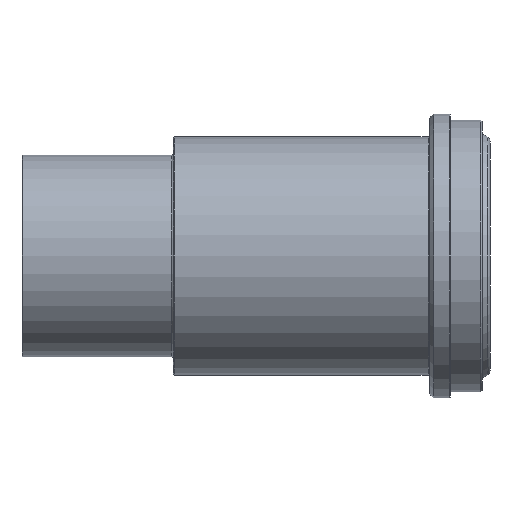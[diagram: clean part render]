
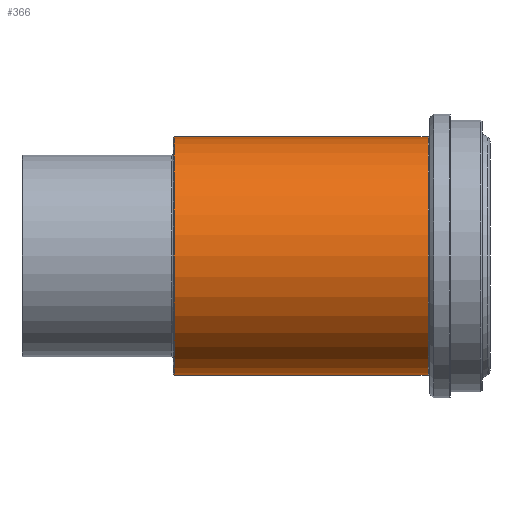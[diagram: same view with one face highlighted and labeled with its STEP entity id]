
A CAD part, front view. The second image highlights one B-rep face of the part: STEP entity #366.
In plain terms, the highlighted cylindrical face has radius 15 mm (diameter 30 mm), a full revolution.
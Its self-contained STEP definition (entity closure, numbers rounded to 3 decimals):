
#50=FACE_OUTER_BOUND('',#77,.T.);
#77=EDGE_LOOP('',(#291,#292,#293,#294,#295));
#101=LINE('',#661,#116);
#116=VECTOR('',#534,15.);
#140=CIRCLE('',#430,15.);
#141=CIRCLE('',#432,15.);
#142=CIRCLE('',#433,15.);
#175=VERTEX_POINT('',#654);
#176=VERTEX_POINT('',#658);
#177=VERTEX_POINT('',#659);
#215=EDGE_CURVE('',#175,#175,#140,.T.);
#217=EDGE_CURVE('',#176,#177,#141,.T.);
#218=EDGE_CURVE('',#176,#175,#101,.T.);
#219=EDGE_CURVE('',#177,#176,#142,.T.);
#291=ORIENTED_EDGE('',*,*,#217,.F.);
#292=ORIENTED_EDGE('',*,*,#218,.T.);
#293=ORIENTED_EDGE('',*,*,#215,.T.);
#294=ORIENTED_EDGE('',*,*,#218,.F.);
#295=ORIENTED_EDGE('',*,*,#219,.F.);
#352=CYLINDRICAL_SURFACE('',#431,15.);
#366=ADVANCED_FACE('',(#50),#352,.T.);
#430=AXIS2_PLACEMENT_3D('',#655,#527,#528);
#431=AXIS2_PLACEMENT_3D('',#657,#530,#531);
#432=AXIS2_PLACEMENT_3D('',#660,#532,#533);
#433=AXIS2_PLACEMENT_3D('',#662,#535,#536);
#527=DIRECTION('center_axis',(1.,0.,0.));
#528=DIRECTION('ref_axis',(0.,0.,-1.));
#530=DIRECTION('center_axis',(1.,0.,0.));
#531=DIRECTION('ref_axis',(0.,1.,0.));
#532=DIRECTION('center_axis',(1.,0.,0.));
#533=DIRECTION('ref_axis',(0.,0.,-1.));
#534=DIRECTION('',(-1.,0.,0.));
#535=DIRECTION('center_axis',(1.,0.,0.));
#536=DIRECTION('ref_axis',(0.,0.,-1.));
#654=CARTESIAN_POINT('',(19.15,-15.,0.));
#655=CARTESIAN_POINT('Origin',(19.15,0.,0.));
#657=CARTESIAN_POINT('Origin',(35.125,0.,0.));
#658=CARTESIAN_POINT('',(51.1,-15.,0.));
#659=CARTESIAN_POINT('',(51.1,0.,15.));
#660=CARTESIAN_POINT('Origin',(51.1,0.,0.));
#661=CARTESIAN_POINT('',(35.125,-15.,0.));
#662=CARTESIAN_POINT('Origin',(51.1,0.,0.));
